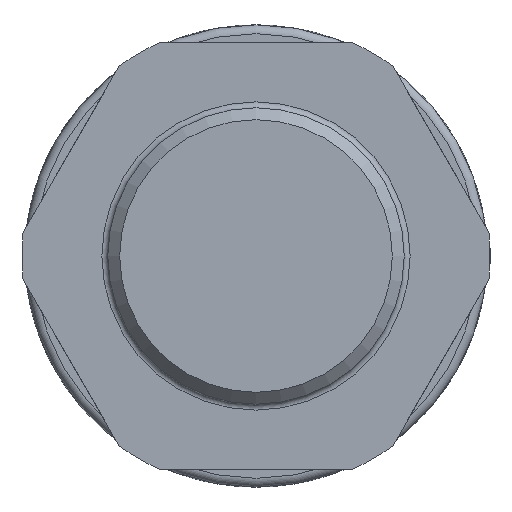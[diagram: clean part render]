
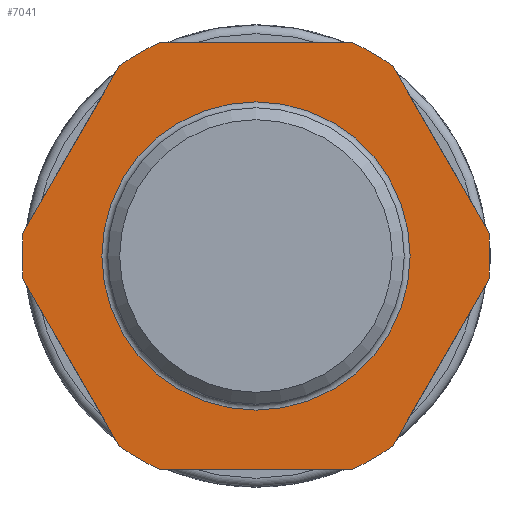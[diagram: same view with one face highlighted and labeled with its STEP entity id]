
A CAD part, left-side view. The second image highlights one B-rep face of the part: STEP entity #7041.
In plain terms, the highlighted planar face has unit normal (-1, 0, 0).
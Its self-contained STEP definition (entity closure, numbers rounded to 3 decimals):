
#41=FACE_BOUND('',#1568,.T.);
#570=CIRCLE('',#7832,19.75);
#571=CIRCLE('',#7834,19.75);
#572=CIRCLE('',#7836,19.75);
#573=CIRCLE('',#7838,19.75);
#574=CIRCLE('',#7840,19.75);
#575=CIRCLE('',#7842,19.75);
#576=CIRCLE('',#7843,13.);
#1128=FACE_OUTER_BOUND('',#1567,.T.);
#1567=EDGE_LOOP('',(#5803,#5804,#5805,#5806,#5807,#5808,#5809,#5810,#5811,
#5812,#5813,#5814));
#1568=EDGE_LOOP('',(#5815));
#2170=LINE('',#13804,#2390);
#2173=LINE('',#13834,#2393);
#2176=LINE('',#13864,#2396);
#2179=LINE('',#13894,#2399);
#2182=LINE('',#13924,#2402);
#2185=LINE('',#13954,#2405);
#2390=VECTOR('',#9486,10.);
#2393=VECTOR('',#9491,10.);
#2396=VECTOR('',#9496,10.);
#2399=VECTOR('',#9501,10.);
#2402=VECTOR('',#9506,10.);
#2405=VECTOR('',#9511,10.);
#3114=VERTEX_POINT('',#13801);
#3115=VERTEX_POINT('',#13803);
#3118=VERTEX_POINT('',#13831);
#3119=VERTEX_POINT('',#13833);
#3122=VERTEX_POINT('',#13861);
#3123=VERTEX_POINT('',#13863);
#3126=VERTEX_POINT('',#13891);
#3127=VERTEX_POINT('',#13893);
#3130=VERTEX_POINT('',#13921);
#3131=VERTEX_POINT('',#13923);
#3134=VERTEX_POINT('',#13951);
#3135=VERTEX_POINT('',#13953);
#3137=VERTEX_POINT('',#13977);
#4044=EDGE_CURVE('',#3115,#3114,#2170,.T.);
#4048=EDGE_CURVE('',#3119,#3118,#2173,.T.);
#4052=EDGE_CURVE('',#3123,#3122,#2176,.T.);
#4056=EDGE_CURVE('',#3127,#3126,#2179,.T.);
#4060=EDGE_CURVE('',#3131,#3130,#2182,.T.);
#4064=EDGE_CURVE('',#3135,#3134,#2185,.T.);
#4073=EDGE_CURVE('',#3123,#3126,#570,.T.);
#4074=EDGE_CURVE('',#3135,#3122,#571,.T.);
#4075=EDGE_CURVE('',#3119,#3130,#572,.T.);
#4076=EDGE_CURVE('',#3127,#3118,#573,.T.);
#4077=EDGE_CURVE('',#3115,#3134,#574,.T.);
#4078=EDGE_CURVE('',#3131,#3114,#575,.T.);
#4079=EDGE_CURVE('',#3137,#3137,#576,.T.);
#5803=ORIENTED_EDGE('',*,*,#4044,.T.);
#5804=ORIENTED_EDGE('',*,*,#4078,.F.);
#5805=ORIENTED_EDGE('',*,*,#4060,.T.);
#5806=ORIENTED_EDGE('',*,*,#4075,.F.);
#5807=ORIENTED_EDGE('',*,*,#4048,.T.);
#5808=ORIENTED_EDGE('',*,*,#4076,.F.);
#5809=ORIENTED_EDGE('',*,*,#4056,.T.);
#5810=ORIENTED_EDGE('',*,*,#4073,.F.);
#5811=ORIENTED_EDGE('',*,*,#4052,.T.);
#5812=ORIENTED_EDGE('',*,*,#4074,.F.);
#5813=ORIENTED_EDGE('',*,*,#4064,.T.);
#5814=ORIENTED_EDGE('',*,*,#4077,.F.);
#5815=ORIENTED_EDGE('',*,*,#4079,.T.);
#6328=PLANE('',#7841);
#7041=ADVANCED_FACE('',(#1128,#41),#6328,.T.);
#7832=AXIS2_PLACEMENT_3D('',#13966,#9531,#9532);
#7834=AXIS2_PLACEMENT_3D('',#13968,#9535,#9536);
#7836=AXIS2_PLACEMENT_3D('',#13970,#9539,#9540);
#7838=AXIS2_PLACEMENT_3D('',#13972,#9543,#9544);
#7840=AXIS2_PLACEMENT_3D('',#13974,#9547,#9548);
#7841=AXIS2_PLACEMENT_3D('',#13975,#9549,#9550);
#7842=AXIS2_PLACEMENT_3D('',#13976,#9551,#9552);
#7843=AXIS2_PLACEMENT_3D('',#13978,#9553,#9554);
#9486=DIRECTION('',(0.,1.,0.));
#9491=DIRECTION('',(0.,-0.5,-0.866));
#9496=DIRECTION('',(0.,-0.5,0.866));
#9501=DIRECTION('',(0.,-1.,0.));
#9506=DIRECTION('',(0.,0.5,-0.866));
#9511=DIRECTION('',(0.,0.5,0.866));
#9531=DIRECTION('center_axis',(1.,0.,0.));
#9532=DIRECTION('ref_axis',(0.,0.,
1.));
#9535=DIRECTION('center_axis',(1.,0.,0.));
#9536=DIRECTION('ref_axis',(0.,0.,
1.));
#9539=DIRECTION('center_axis',(1.,0.,0.));
#9540=DIRECTION('ref_axis',(0.,0.,
1.));
#9543=DIRECTION('center_axis',(1.,0.,0.));
#9544=DIRECTION('ref_axis',(0.,0.,
1.));
#9547=DIRECTION('center_axis',(1.,0.,0.));
#9548=DIRECTION('ref_axis',(0.,0.,
1.));
#9549=DIRECTION('center_axis',(-1.,0.,0.));
#9550=DIRECTION('ref_axis',(0.,0.,
-1.));
#9551=DIRECTION('center_axis',(1.,0.,0.));
#9552=DIRECTION('ref_axis',(0.,0.,
1.));
#9553=DIRECTION('center_axis',(1.,0.,0.));
#9554=DIRECTION('ref_axis',(0.,0.,
1.));
#13801=CARTESIAN_POINT('',(-3.15,8.128,18.));
#13803=CARTESIAN_POINT('',(-3.15,-8.128,18.));
#13804=CARTESIAN_POINT('',(-3.15,-13.939,18.));
#13831=CARTESIAN_POINT('',(-3.15,11.525,-16.039));
#13833=CARTESIAN_POINT('',(-3.15,19.652,-1.961));
#13834=CARTESIAN_POINT('',(-3.15,15.152,-9.757));
#13861=CARTESIAN_POINT('',(-3.15,-19.652,-1.961));
#13863=CARTESIAN_POINT('',(-3.15,-11.525,-16.039));
#13864=CARTESIAN_POINT('',(-3.15,-16.025,-8.243));
#13891=CARTESIAN_POINT('',(-3.15,-8.128,-18.));
#13893=CARTESIAN_POINT('',(-3.15,8.128,-18.));
#13894=CARTESIAN_POINT('',(-3.15,-5.811,-18.));
#13921=CARTESIAN_POINT('',(-3.15,19.652,1.961));
#13923=CARTESIAN_POINT('',(-3.15,11.525,16.039));
#13924=CARTESIAN_POINT('',(-3.15,11.088,16.795));
#13951=CARTESIAN_POINT('',(-3.15,-11.525,16.039));
#13953=CARTESIAN_POINT('',(-3.15,-19.652,1.961));
#13954=CARTESIAN_POINT('',(-3.15,-20.089,1.205));
#13966=CARTESIAN_POINT('Origin',(-3.15,0.,0.));
#13968=CARTESIAN_POINT('Origin',(-3.15,0.,0.));
#13970=CARTESIAN_POINT('Origin',(-3.15,0.,0.));
#13972=CARTESIAN_POINT('Origin',(-3.15,0.,0.));
#13974=CARTESIAN_POINT('Origin',(-3.15,0.,0.));
#13975=CARTESIAN_POINT('Origin',(-3.15,-19.75,0.));
#13976=CARTESIAN_POINT('Origin',(-3.15,0.,0.));
#13977=CARTESIAN_POINT('',(-3.15,-13.,0.));
#13978=CARTESIAN_POINT('Origin',(-3.15,0.,0.));
